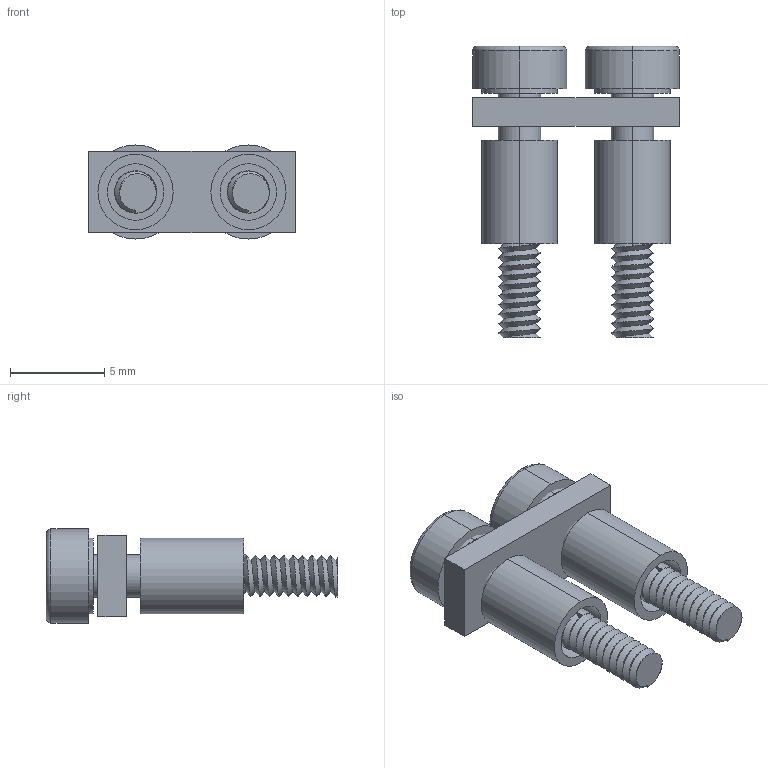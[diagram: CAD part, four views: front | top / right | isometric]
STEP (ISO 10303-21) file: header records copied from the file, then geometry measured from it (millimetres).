
FILE_DESCRIPTION (( 'STEP AP214' ), '1' );
FILE_NAME ('KN-2JTL12.step', '2015-05-04T11:21:59', ( '' ), ( '' ), 'SwSTEP 2.0', 'SolidWorks 2014', '' );
FILE_SCHEMA (( 'AUTOMOTIVE_DESIGN' ));
Length unit declared in the file: millimetre
Products named in the file (1): KN-2JTL12
Bounding box: 11 x 15.5 x 5 mm (x, y, z)
Volume: 312.4 mm3; surface area: 875.8 mm2
Topology: 7 solids, 7 shells, 70 faces, 152 edges, 98 vertices
Faces by surface type: plane 32, cylinder 26, bspline 8, torus 4
Entity records: 4278 total; most frequent: CARTESIAN_POINT 2091, DIRECTION 320, ORIENTED_EDGE 304, EDGE_CURVE 152, AXIS2_PLACEMENT_3D 125, VERTEX_POINT 98, EDGE_LOOP 80, ADVANCED_FACE 70
